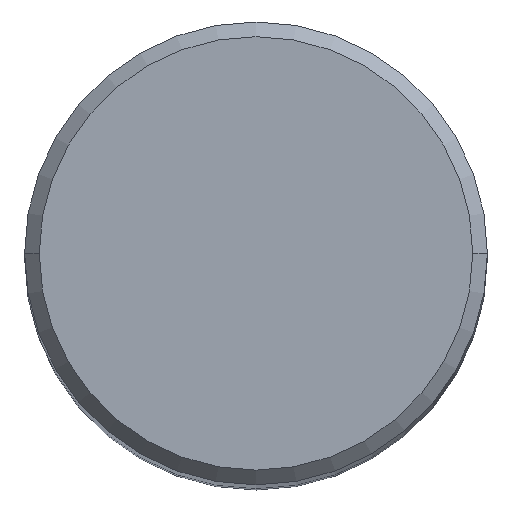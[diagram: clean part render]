
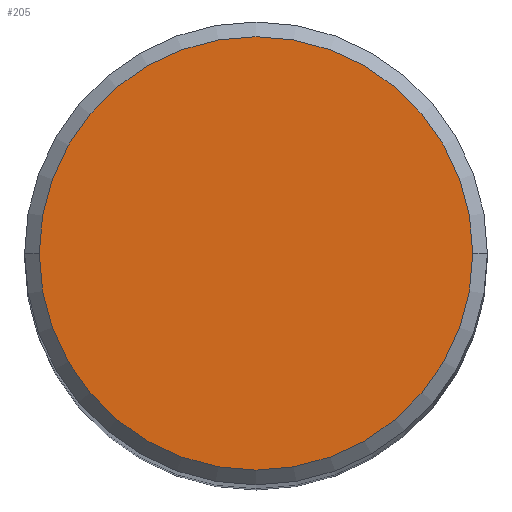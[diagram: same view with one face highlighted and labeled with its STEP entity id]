
A CAD part, top view. The second image highlights one B-rep face of the part: STEP entity #205.
In plain terms, the highlighted planar face has unit normal (0, 0, 1).
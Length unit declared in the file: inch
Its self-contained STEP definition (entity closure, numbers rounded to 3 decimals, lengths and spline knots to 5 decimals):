
#13 = CIRCLE ( 'NONE', #206, 0.22122 ) ;
#33 = CIRCLE ( 'NONE', #207, 0.22122 ) ;
#38 = ORIENTED_EDGE ( 'NONE', *, *, #251, .T. ) ;
#45 = DIRECTION ( 'NONE',  ( 1., 0., 0. ) ) ;
#73 = CARTESIAN_POINT ( 'NONE',  ( 0., 0., 3.26772 ) ) ;
#74 = EDGE_LOOP ( 'NONE', ( #38, #321 ) ) ;
#77 = AXIS2_PLACEMENT_3D ( 'NONE', #193, #147, #268 ) ;
#80 = EDGE_CURVE ( 'NONE', #168, #128, #13, .T. ) ;
#128 = VERTEX_POINT ( 'NONE', #265 ) ;
#147 = DIRECTION ( 'NONE',  ( 0., 0., 1. ) ) ;
#167 = DIRECTION ( 'NONE',  ( 0., 0., 1. ) ) ;
#168 = VERTEX_POINT ( 'NONE', #259 ) ;
#170 = FACE_OUTER_BOUND ( 'NONE', #74, .T. ) ;
#179 = DIRECTION ( 'NONE',  ( 0., 0., 1. ) ) ;
#186 = DIRECTION ( 'NONE',  ( 1., 0., 0. ) ) ;
#193 = CARTESIAN_POINT ( 'NONE',  ( 0., 0., 3.26772 ) ) ;
#196 = PLANE ( 'NONE',  #77 ) ;
#205 = ADVANCED_FACE ( 'NONE', ( #170 ), #196, .T. ) ;
#206 = AXIS2_PLACEMENT_3D ( 'NONE', #209, #179, #186 ) ;
#207 = AXIS2_PLACEMENT_3D ( 'NONE', #73, #167, #45 ) ;
#209 = CARTESIAN_POINT ( 'NONE',  ( 0., 0., 3.26772 ) ) ;
#251 = EDGE_CURVE ( 'NONE', #128, #168, #33, .T. ) ;
#259 = CARTESIAN_POINT ( 'NONE',  ( 0.22122, 0., 3.26772 ) ) ;
#265 = CARTESIAN_POINT ( 'NONE',  ( -0.22122, 0., 3.26772 ) ) ;
#268 = DIRECTION ( 'NONE',  ( 1., 0., 0. ) ) ;
#321 = ORIENTED_EDGE ( 'NONE', *, *, #80, .T. ) ;
